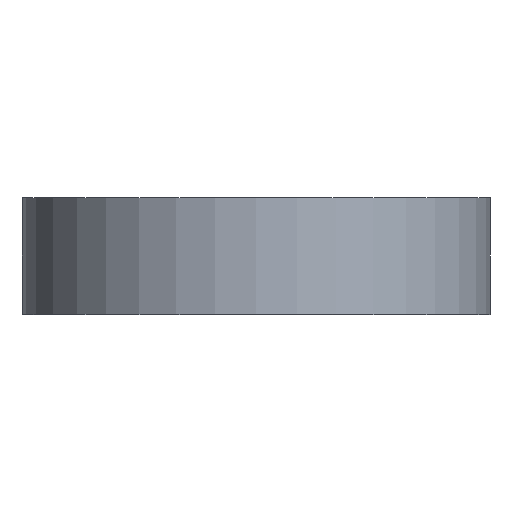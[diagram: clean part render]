
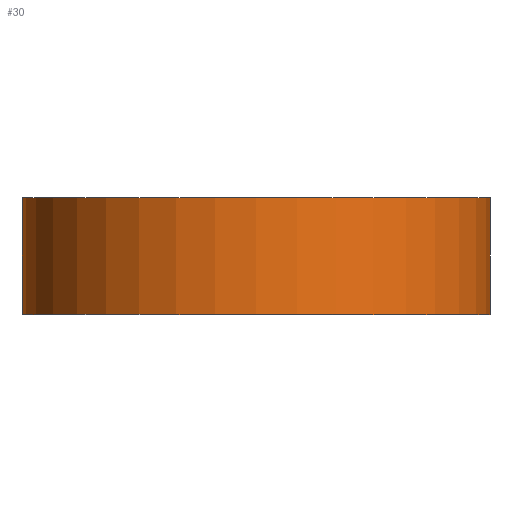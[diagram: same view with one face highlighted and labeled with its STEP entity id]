
A CAD part, front view. The second image highlights one B-rep face of the part: STEP entity #30.
In plain terms, the highlighted cylindrical face has radius 4 mm (diameter 8 mm), a partial arc.
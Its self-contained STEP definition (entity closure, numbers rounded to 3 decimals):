
#18 = CIRCLE ( 'NONE', #244, 4. ) ;
#30 = ADVANCED_FACE ( 'NONE', ( #47 ), #282, .T. ) ;
#47 = FACE_OUTER_BOUND ( 'NONE', #104, .T. ) ;
#49 = EDGE_CURVE ( 'NONE', #160, #259, #361, .T. ) ;
#65 = DIRECTION ( 'NONE',  ( 1., 0., 0. ) ) ;
#66 = DIRECTION ( 'NONE',  ( -1., 0., 0. ) ) ;
#73 = ORIENTED_EDGE ( 'NONE', *, *, #320, .T. ) ;
#91 = CARTESIAN_POINT ( 'NONE',  ( 0., -45., 2. ) ) ;
#94 = VECTOR ( 'NONE', #294, 1000. ) ;
#100 = VERTEX_POINT ( 'NONE', #141 ) ;
#102 = ORIENTED_EDGE ( 'NONE', *, *, #49, .F. ) ;
#104 = EDGE_LOOP ( 'NONE', ( #367, #102, #109, #73 ) ) ;
#109 = ORIENTED_EDGE ( 'NONE', *, *, #209, .F. ) ;
#110 = CARTESIAN_POINT ( 'NONE',  ( -4., -45., 2. ) ) ;
#115 = DIRECTION ( 'NONE',  ( 0., 0., 1. ) ) ;
#129 = CARTESIAN_POINT ( 'NONE',  ( 0., -45., 2. ) ) ;
#138 = VECTOR ( 'NONE', #302, 1000. ) ;
#141 = CARTESIAN_POINT ( 'NONE',  ( -4., -45., 2. ) ) ;
#159 = EDGE_CURVE ( 'NONE', #341, #259, #18, .T. ) ;
#160 = VERTEX_POINT ( 'NONE', #295 ) ;
#209 = EDGE_CURVE ( 'NONE', #100, #160, #358, .T. ) ;
#210 = LINE ( 'NONE', #110, #94 ) ;
#212 = DIRECTION ( 'NONE',  ( 0., 0., 1. ) ) ;
#213 = CARTESIAN_POINT ( 'NONE',  ( 4., -45., 2. ) ) ;
#217 = AXIS2_PLACEMENT_3D ( 'NONE', #129, #224, #66 ) ;
#224 = DIRECTION ( 'NONE',  ( 0., 0., -1. ) ) ;
#244 = AXIS2_PLACEMENT_3D ( 'NONE', #382, #115, #65 ) ;
#259 = VERTEX_POINT ( 'NONE', #288 ) ;
#282 = CYLINDRICAL_SURFACE ( 'NONE', #217, 4. ) ;
#288 = CARTESIAN_POINT ( 'NONE',  ( 4., -45., 0. ) ) ;
#294 = DIRECTION ( 'NONE',  ( 0., 0., -1. ) ) ;
#295 = CARTESIAN_POINT ( 'NONE',  ( 4., -45., 2. ) ) ;
#302 = DIRECTION ( 'NONE',  ( 0., 0., -1. ) ) ;
#313 = AXIS2_PLACEMENT_3D ( 'NONE', #91, #212, #334 ) ;
#320 = EDGE_CURVE ( 'NONE', #100, #341, #210, .T. ) ;
#334 = DIRECTION ( 'NONE',  ( 1., 0., 0. ) ) ;
#341 = VERTEX_POINT ( 'NONE', #354 ) ;
#354 = CARTESIAN_POINT ( 'NONE',  ( -4., -45., 0. ) ) ;
#358 = CIRCLE ( 'NONE', #313, 4. ) ;
#361 = LINE ( 'NONE', #213, #138 ) ;
#367 = ORIENTED_EDGE ( 'NONE', *, *, #159, .T. ) ;
#382 = CARTESIAN_POINT ( 'NONE',  ( 0., -45., 0. ) ) ;
